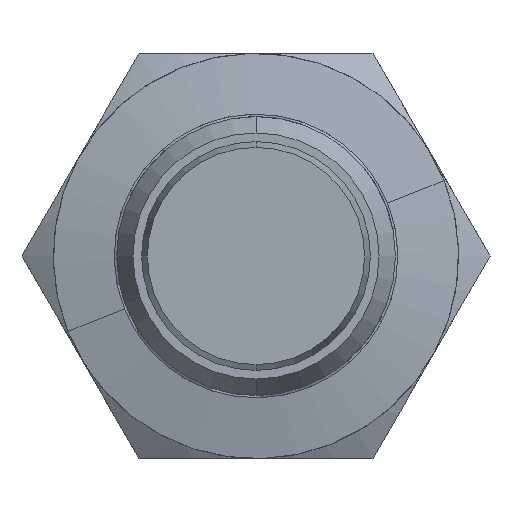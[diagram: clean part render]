
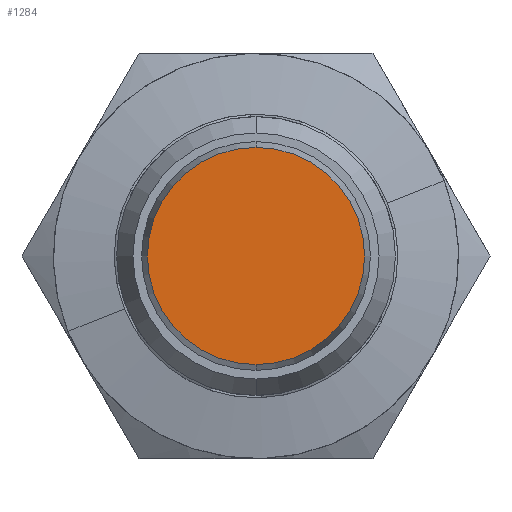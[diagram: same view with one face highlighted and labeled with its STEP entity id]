
A CAD part, front view. The second image highlights one B-rep face of the part: STEP entity #1284.
In plain terms, the highlighted planar face has unit normal (0, -1, 0).
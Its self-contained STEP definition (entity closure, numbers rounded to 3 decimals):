
#242 = EDGE_LOOP ( 'NONE', ( #2132, #2133 ) ) ;
#497 = CARTESIAN_POINT ( 'NONE',  ( 0., 0., -3.75 ) ) ;
#498 = CARTESIAN_POINT ( 'NONE',  ( 0., 0., 3.75 ) ) ;
#677 = DIRECTION ( 'NONE',  ( 0., 0., -1. ) ) ;
#678 = DIRECTION ( 'NONE',  ( 0., -1., 0. ) ) ;
#687 = CARTESIAN_POINT ( 'NONE',  ( 0., 0., 0. ) ) ;
#713 = PLANE ( 'NONE',  #3942 ) ;
#916 = AXIS2_PLACEMENT_3D ( 'NONE', #4483, #4484, #4485 ) ;
#937 = AXIS2_PLACEMENT_3D ( 'NONE', #4723, #4724, #4725 ) ;
#1284 = ADVANCED_FACE ( 'NONE', ( #3779 ), #713, .T. ) ;
#1530 = CIRCLE ( 'NONE', #916, 3.75 ) ;
#1586 = CIRCLE ( 'NONE', #937, 3.75 ) ;
#1957 = VERTEX_POINT ( 'NONE', #497 ) ;
#1958 = VERTEX_POINT ( 'NONE', #498 ) ;
#2132 = ORIENTED_EDGE ( 'NONE', *, *, #2458, .T. ) ;
#2133 = ORIENTED_EDGE ( 'NONE', *, *, #2396, .T. ) ;
#2396 = EDGE_CURVE ( 'NONE', #1957, #1958, #1530, .T. ) ;
#2458 = EDGE_CURVE ( 'NONE', #1958, #1957, #1586, .T. ) ;
#3779 = FACE_OUTER_BOUND ( 'NONE', #242, .T. ) ;
#3942 = AXIS2_PLACEMENT_3D ( 'NONE', #687, #678, #677 ) ;
#4483 = CARTESIAN_POINT ( 'NONE',  ( 0., 0., 0. ) ) ;
#4484 = DIRECTION ( 'NONE',  ( 0., -1., 0. ) ) ;
#4485 = DIRECTION ( 'NONE',  ( 0., 0., -1. ) ) ;
#4723 = CARTESIAN_POINT ( 'NONE',  ( 0., 0., 0. ) ) ;
#4724 = DIRECTION ( 'NONE',  ( 0., -1., 0. ) ) ;
#4725 = DIRECTION ( 'NONE',  ( 0., 0., -1. ) ) ;
